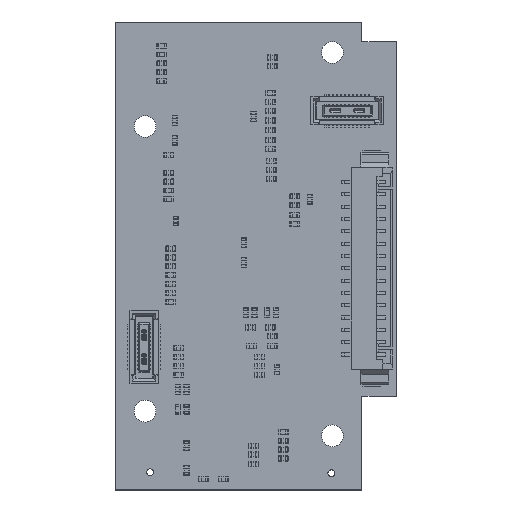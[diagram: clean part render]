
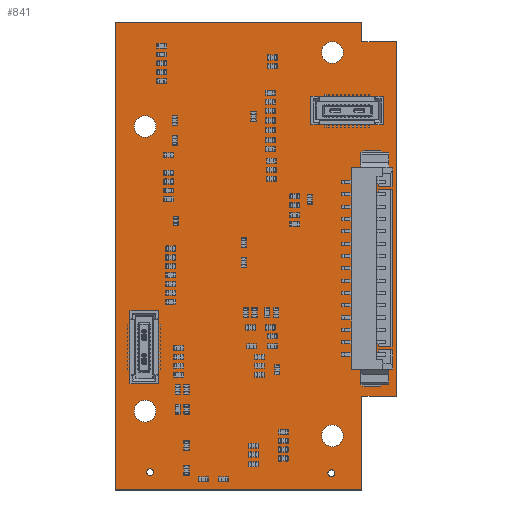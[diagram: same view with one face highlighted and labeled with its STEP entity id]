
A CAD part, top view. The second image highlights one B-rep face of the part: STEP entity #841.
In plain terms, the highlighted planar face has unit normal (0, 0, 1).
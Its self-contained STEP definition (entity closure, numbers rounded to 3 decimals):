
#368 = VERTEX_POINT('',#369);
#369 = CARTESIAN_POINT('',(-0.5,-0.5,0.749));
#375 = EDGE_CURVE('',#368,#376,#378,.T.);
#376 = VERTEX_POINT('',#377);
#377 = CARTESIAN_POINT('',(-0.5,47.,0.749));
#378 = LINE('',#379,#380);
#379 = CARTESIAN_POINT('',(-0.5,-0.5,0.749));
#380 = VECTOR('',#381,1.);
#381 = DIRECTION('',(0.,1.,0.));
#406 = EDGE_CURVE('',#376,#407,#409,.T.);
#407 = VERTEX_POINT('',#408);
#408 = CARTESIAN_POINT('',(24.5,47.,0.749));
#409 = LINE('',#410,#411);
#410 = CARTESIAN_POINT('',(-0.5,47.,0.749));
#411 = VECTOR('',#412,1.);
#412 = DIRECTION('',(1.,0.,0.));
#437 = EDGE_CURVE('',#407,#438,#440,.T.);
#438 = VERTEX_POINT('',#439);
#439 = CARTESIAN_POINT('',(24.5,45.,0.749));
#440 = LINE('',#441,#442);
#441 = CARTESIAN_POINT('',(24.5,47.,0.749));
#442 = VECTOR('',#443,1.);
#443 = DIRECTION('',(0.,-1.,0.));
#468 = EDGE_CURVE('',#438,#469,#471,.T.);
#469 = VERTEX_POINT('',#470);
#470 = CARTESIAN_POINT('',(28.,45.,0.749));
#471 = LINE('',#472,#473);
#472 = CARTESIAN_POINT('',(24.5,45.,0.749));
#473 = VECTOR('',#474,1.);
#474 = DIRECTION('',(1.,0.,0.));
#499 = EDGE_CURVE('',#469,#500,#502,.T.);
#500 = VERTEX_POINT('',#501);
#501 = CARTESIAN_POINT('',(28.,9.,0.749));
#502 = LINE('',#503,#504);
#503 = CARTESIAN_POINT('',(28.,45.,0.749));
#504 = VECTOR('',#505,1.);
#505 = DIRECTION('',(0.,-1.,0.));
#530 = EDGE_CURVE('',#500,#531,#533,.T.);
#531 = VERTEX_POINT('',#532);
#532 = CARTESIAN_POINT('',(24.5,9.,0.749));
#533 = LINE('',#534,#535);
#534 = CARTESIAN_POINT('',(28.,9.,0.749));
#535 = VECTOR('',#536,1.);
#536 = DIRECTION('',(-1.,0.,0.));
#561 = EDGE_CURVE('',#531,#562,#564,.T.);
#562 = VERTEX_POINT('',#563);
#563 = CARTESIAN_POINT('',(24.5,-0.5,0.749));
#564 = LINE('',#565,#566);
#565 = CARTESIAN_POINT('',(24.5,9.,0.749));
#566 = VECTOR('',#567,1.);
#567 = DIRECTION('',(0.,-1.,0.));
#592 = EDGE_CURVE('',#562,#368,#593,.T.);
#593 = LINE('',#594,#595);
#594 = CARTESIAN_POINT('',(24.5,-0.5,0.749));
#595 = VECTOR('',#596,1.);
#596 = DIRECTION('',(-1.,0.,0.));
#616 = VERTEX_POINT('',#617);
#617 = CARTESIAN_POINT('',(3.35,1.3,0.749));
#623 = EDGE_CURVE('',#616,#616,#624,.T.);
#624 = CIRCLE('',#625,0.35);
#625 = AXIS2_PLACEMENT_3D('',#626,#627,#628);
#626 = CARTESIAN_POINT('',(3.,1.3,0.749));
#627 = DIRECTION('',(0.,0.,1.));
#628 = DIRECTION('',(1.,0.,-0.));
#649 = VERTEX_POINT('',#650);
#650 = CARTESIAN_POINT('',(3.6,36.4,0.749));
#656 = EDGE_CURVE('',#649,#649,#657,.T.);
#657 = CIRCLE('',#658,1.1);
#658 = AXIS2_PLACEMENT_3D('',#659,#660,#661);
#659 = CARTESIAN_POINT('',(2.5,36.4,0.749));
#660 = DIRECTION('',(0.,0.,1.));
#661 = DIRECTION('',(1.,0.,-0.));
#682 = VERTEX_POINT('',#683);
#683 = CARTESIAN_POINT('',(3.6,7.5,0.749));
#689 = EDGE_CURVE('',#682,#682,#690,.T.);
#690 = CIRCLE('',#691,1.1);
#691 = AXIS2_PLACEMENT_3D('',#692,#693,#694);
#692 = CARTESIAN_POINT('',(2.5,7.5,0.749));
#693 = DIRECTION('',(0.,0.,1.));
#694 = DIRECTION('',(1.,0.,-0.));
#715 = VERTEX_POINT('',#716);
#716 = CARTESIAN_POINT('',(21.75,1.2,0.749));
#722 = EDGE_CURVE('',#715,#715,#723,.T.);
#723 = CIRCLE('',#724,0.35);
#724 = AXIS2_PLACEMENT_3D('',#725,#726,#727);
#725 = CARTESIAN_POINT('',(21.4,1.2,0.749));
#726 = DIRECTION('',(0.,0.,1.));
#727 = DIRECTION('',(1.,0.,-0.));
#748 = VERTEX_POINT('',#749);
#749 = CARTESIAN_POINT('',(22.6,43.9,0.749));
#755 = EDGE_CURVE('',#748,#748,#756,.T.);
#756 = CIRCLE('',#757,1.1);
#757 = AXIS2_PLACEMENT_3D('',#758,#759,#760);
#758 = CARTESIAN_POINT('',(21.5,43.9,0.749));
#759 = DIRECTION('',(0.,0.,1.));
#760 = DIRECTION('',(1.,0.,-0.));
#781 = VERTEX_POINT('',#782);
#782 = CARTESIAN_POINT('',(22.6,5.,0.749));
#788 = EDGE_CURVE('',#781,#781,#789,.T.);
#789 = CIRCLE('',#790,1.1);
#790 = AXIS2_PLACEMENT_3D('',#791,#792,#793);
#791 = CARTESIAN_POINT('',(21.5,5.,0.749));
#792 = DIRECTION('',(0.,0.,1.));
#793 = DIRECTION('',(1.,0.,-0.));
#841 = ADVANCED_FACE('',(#842,#852,#855,#858,#861,#864,#867),#870,.F.);
#842 = FACE_BOUND('',#843,.F.);
#843 = EDGE_LOOP('',(#844,#845,#846,#847,#848,#849,#850,#851));
#844 = ORIENTED_EDGE('',*,*,#375,.T.);
#845 = ORIENTED_EDGE('',*,*,#406,.T.);
#846 = ORIENTED_EDGE('',*,*,#437,.T.);
#847 = ORIENTED_EDGE('',*,*,#468,.T.);
#848 = ORIENTED_EDGE('',*,*,#499,.T.);
#849 = ORIENTED_EDGE('',*,*,#530,.T.);
#850 = ORIENTED_EDGE('',*,*,#561,.T.);
#851 = ORIENTED_EDGE('',*,*,#592,.T.);
#852 = FACE_BOUND('',#853,.F.);
#853 = EDGE_LOOP('',(#854));
#854 = ORIENTED_EDGE('',*,*,#623,.T.);
#855 = FACE_BOUND('',#856,.F.);
#856 = EDGE_LOOP('',(#857));
#857 = ORIENTED_EDGE('',*,*,#656,.T.);
#858 = FACE_BOUND('',#859,.F.);
#859 = EDGE_LOOP('',(#860));
#860 = ORIENTED_EDGE('',*,*,#689,.T.);
#861 = FACE_BOUND('',#862,.F.);
#862 = EDGE_LOOP('',(#863));
#863 = ORIENTED_EDGE('',*,*,#722,.T.);
#864 = FACE_BOUND('',#865,.F.);
#865 = EDGE_LOOP('',(#866));
#866 = ORIENTED_EDGE('',*,*,#755,.T.);
#867 = FACE_BOUND('',#868,.F.);
#868 = EDGE_LOOP('',(#869));
#869 = ORIENTED_EDGE('',*,*,#788,.T.);
#870 = PLANE('',#871);
#871 = AXIS2_PLACEMENT_3D('',#872,#873,#874);
#872 = CARTESIAN_POINT('',(13.485,23.423,0.749));
#873 = DIRECTION('',(-0.,-0.,-1.));
#874 = DIRECTION('',(-1.,0.,0.));
